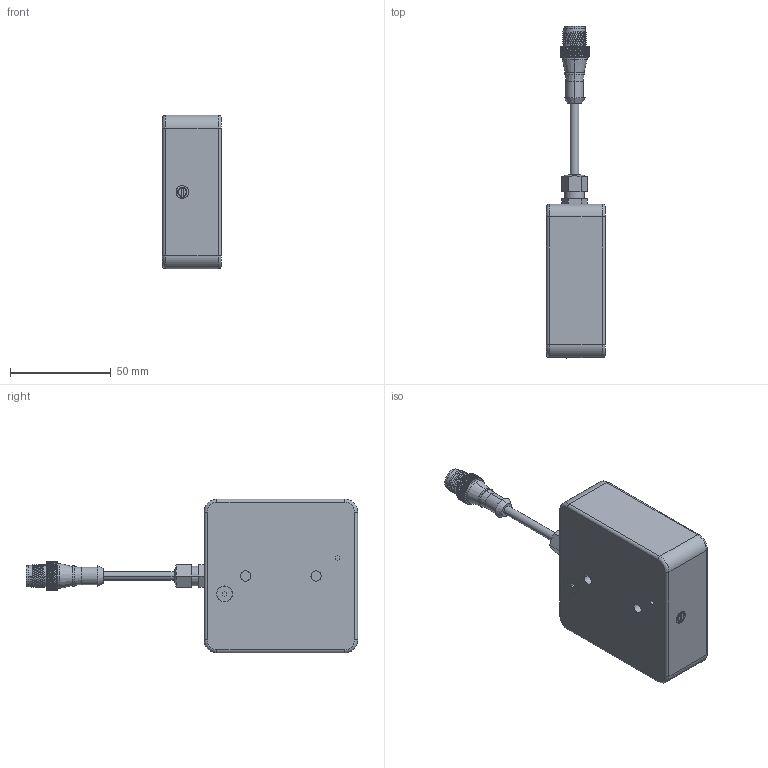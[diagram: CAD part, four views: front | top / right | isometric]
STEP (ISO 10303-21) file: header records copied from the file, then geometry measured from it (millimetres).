
FILE_DESCRIPTION((''),'2;1');
FILE_NAME('144927_SM01_ASM','2025-07-02T08:28:09',('banengservice'),('BANNER ENGINEERING'),'CREO PARAMETRIC BY PTC INC, 2022414','CREO PARAMETRIC BY PTC INC, 2022414','');
FILE_SCHEMA(('CONFIG_CONTROL_DESIGN'));
Products named in the file (4): 144927_EP01; 144927_EP03; 144927_EP02; 144927_SM01_ASM
Assembly tree (3 placements, depth 2):
  144927_SM01_ASM
    144927_EP01
    144927_EP03
    144927_EP02
Bounding box: 29.29 x 164.78 x 76.2 mm (x, y, z)
Volume: 172868.3 mm3; surface area: 24206.5 mm2
Topology: 3 solids, 3 shells, 2060 faces, 4621 edges, 2587 vertices
Faces by surface type: bspline 1310, cylinder 483, plane 225, torus 16, cone 16, sphere 10
Entity records: 85865 total; most frequent: CARTESIAN_POINT 51653, ORIENTED_EDGE 9222, EDGE_CURVE 4611, B_SPLINE_CURVE_WITH_KNOTS 3522, DIRECTION 2947, VERTEX_POINT 2587, EDGE_LOOP 2090, FACE_OUTER_BOUND 2060
